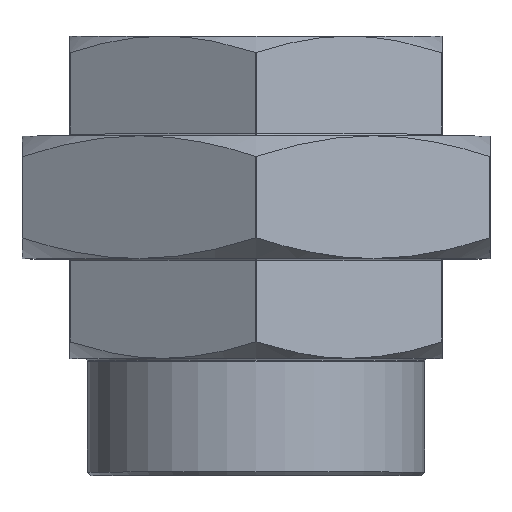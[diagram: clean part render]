
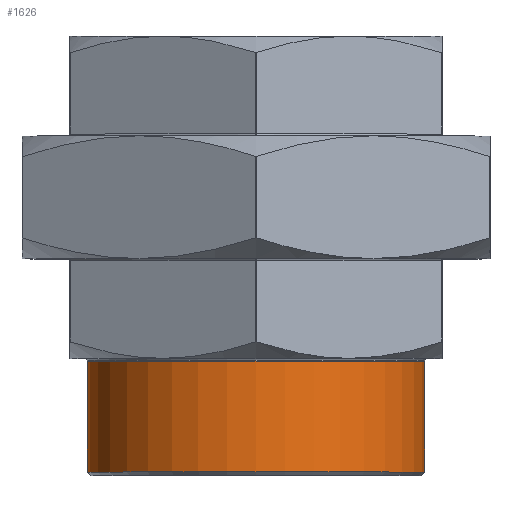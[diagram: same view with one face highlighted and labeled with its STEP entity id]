
A CAD part, top view. The second image highlights one B-rep face of the part: STEP entity #1626.
In plain terms, the highlighted cylindrical face has radius 43.942 mm (diameter 87.884 mm), a full revolution.
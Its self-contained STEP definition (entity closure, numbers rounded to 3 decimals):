
#322=CYLINDRICAL_SURFACE('',#1855,43.942);
#370=FACE_BOUND('',#599,.T.);
#471=FACE_OUTER_BOUND('',#598,.T.);
#598=EDGE_LOOP('',(#1451));
#599=EDGE_LOOP('',(#1452));
#681=CIRCLE('',#1854,43.942);
#682=CIRCLE('',#1856,43.942);
#833=VERTEX_POINT('',#3215);
#834=VERTEX_POINT('',#3218);
#1055=EDGE_CURVE('',#833,#833,#681,.T.);
#1056=EDGE_CURVE('',#834,#834,#682,.T.);
#1451=ORIENTED_EDGE('',*,*,#1056,.T.);
#1452=ORIENTED_EDGE('',*,*,#1055,.F.);
#1626=ADVANCED_FACE('',(#471,#370),#322,.T.);
#1854=AXIS2_PLACEMENT_3D('',#3216,#2323,#2324);
#1855=AXIS2_PLACEMENT_3D('',#3217,#2325,#2326);
#1856=AXIS2_PLACEMENT_3D('',#3219,#2327,#2328);
#2323=DIRECTION('center_axis',(0.,-1.,0.));
#2324=DIRECTION('ref_axis',(1.,0.,0.));
#2325=DIRECTION('center_axis',(0.,-1.,0.));
#2326=DIRECTION('ref_axis',(1.,0.,0.));
#2327=DIRECTION('center_axis',(0.,-1.,0.));
#2328=DIRECTION('ref_axis',(1.,0.,0.));
#3215=CARTESIAN_POINT('',(-43.942,-71.6,0.));
#3216=CARTESIAN_POINT('Origin',(0.,-71.6,0.));
#3217=CARTESIAN_POINT('Origin',(0.,-42.,0.));
#3218=CARTESIAN_POINT('',(-43.942,-42.7,0.));
#3219=CARTESIAN_POINT('Origin',(0.,-42.7,0.));
